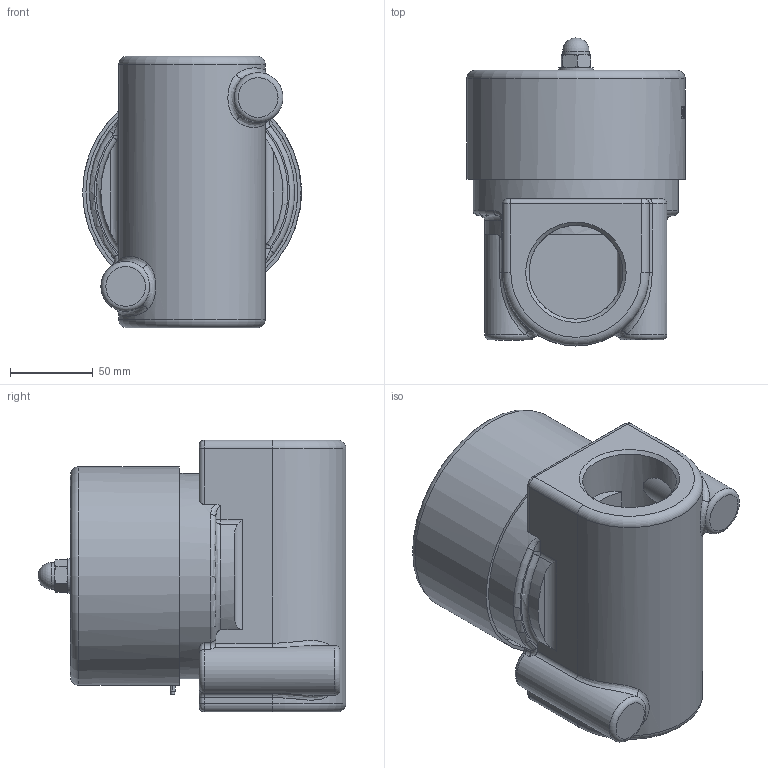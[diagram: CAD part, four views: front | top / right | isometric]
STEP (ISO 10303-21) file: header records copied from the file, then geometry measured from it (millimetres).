
FILE_DESCRIPTION(/* description */ (''),/* implementation_level */ '2;1');
FILE_NAME(/* name */ 'DN50_3D_STEP.stp',/* time_stamp */ '2025-07-21T01:16:56+03:00',/* author */ ('igorr'),/* organization */ (''),/* preprocessor_version */ 'ST-DEVELOPER v20',/* originating_system */ 'Autodesk Inventor 2025',/* authorisation */ '');
FILE_SCHEMA (('AUTOMOTIVE_DESIGN { 1 0 10303 214 3 1 1 }'));
Length unit declared in the file: millimetre
Products named in the file (4): Сборка1; Деталь1; CNS 4473 - M 10; AS 1237 - 10 mm
Assembly tree (3 placements, depth 2):
  Сборка1
    Деталь1
    CNS 4473 - M 10
    AS 1237 - 10 mm
Bounding box: 132.1 x 186 x 164 mm (x, y, z)
Volume: 1993339.3 mm3; surface area: 136990.3 mm2
Topology: 3 solids, 3 shells, 207 faces, 507 edges, 314 vertices
Faces by surface type: plane 80, cylinder 56, bspline 37, torus 17, cone 16, sphere 1
Full cylindrical faces by diameter (mm): 2.129 x1, 2.258 x1, 8.376 x1, 10 x1, 10.5 x1, 16 x1, 21 x1, 56.656 x2, 124 x1, 128 x1, 132 x1
Entity records: 7820 total; most frequent: CARTESIAN_POINT 2770, ORIENTED_EDGE 1010, DIRECTION 942, EDGE_CURVE 505, AXIS2_PLACEMENT_3D 371, VERTEX_POINT 314, EDGE_LOOP 226, FACE_OUTER_BOUND 207
